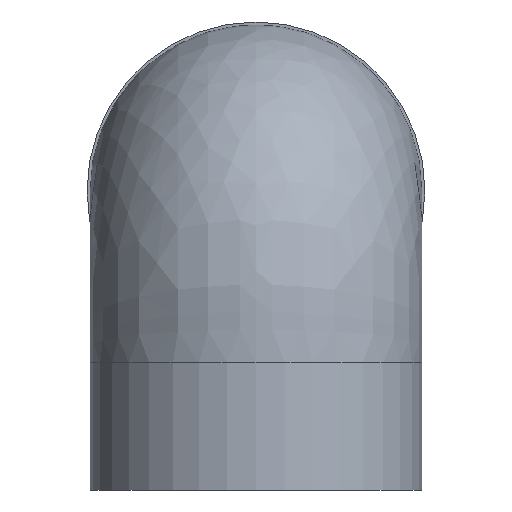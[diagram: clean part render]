
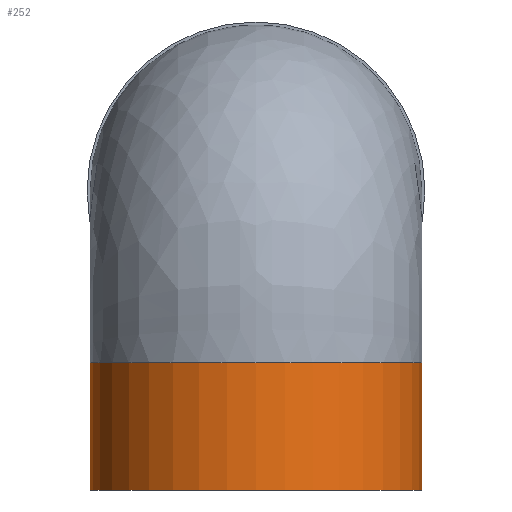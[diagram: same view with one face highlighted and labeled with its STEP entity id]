
A CAD part, front view. The second image highlights one B-rep face of the part: STEP entity #252.
In plain terms, the highlighted cylindrical face has radius 26.9 mm (diameter 53.8 mm), a full revolution.
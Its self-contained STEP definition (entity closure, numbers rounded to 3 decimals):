
#21=CYLINDRICAL_SURFACE($,#296,26.9);
#34=FACE_BOUND($,#67,.T.);
#45=FACE_OUTER_BOUND($,#66,.T.);
#66=EDGE_LOOP($,(#221,#222,#223,#224,#225,#226,#227));
#67=EDGE_LOOP($,(#228));
#86=CIRCLE($,#281,26.9);
#87=CIRCLE($,#282,26.9);
#88=CIRCLE($,#283,26.9);
#89=CIRCLE($,#284,26.9);
#90=CIRCLE($,#285,26.9);
#91=CIRCLE($,#286,26.9);
#92=CIRCLE($,#287,26.9);
#100=CIRCLE($,#297,26.9);
#117=VERTEX_POINT($,#10375);
#118=VERTEX_POINT($,#10376);
#119=VERTEX_POINT($,#10378);
#120=VERTEX_POINT($,#10380);
#121=VERTEX_POINT($,#10382);
#122=VERTEX_POINT($,#10384);
#123=VERTEX_POINT($,#10386);
#131=VERTEX_POINT($,#10431);
#149=EDGE_CURVE($,#117,#118,#86,.T.);
#150=EDGE_CURVE($,#118,#119,#87,.T.);
#151=EDGE_CURVE($,#119,#120,#88,.T.);
#152=EDGE_CURVE($,#120,#121,#89,.T.);
#153=EDGE_CURVE($,#121,#122,#90,.T.);
#154=EDGE_CURVE($,#122,#123,#91,.T.);
#155=EDGE_CURVE($,#123,#117,#92,.T.);
#164=EDGE_CURVE($,#131,#131,#100,.T.);
#221=ORIENTED_EDGE($,*,*,#150,.F.);
#222=ORIENTED_EDGE($,*,*,#149,.F.);
#223=ORIENTED_EDGE($,*,*,#155,.F.);
#224=ORIENTED_EDGE($,*,*,#154,.F.);
#225=ORIENTED_EDGE($,*,*,#153,.F.);
#226=ORIENTED_EDGE($,*,*,#152,.F.);
#227=ORIENTED_EDGE($,*,*,#151,.F.);
#228=ORIENTED_EDGE($,*,*,#164,.F.);
#252=ADVANCED_FACE($,(#45,#34),#21,.T.);
#281=AXIS2_PLACEMENT_3D($,#10377,#349,#350);
#282=AXIS2_PLACEMENT_3D($,#10379,#351,#352);
#283=AXIS2_PLACEMENT_3D($,#10381,#353,#354);
#284=AXIS2_PLACEMENT_3D($,#10383,#355,#356);
#285=AXIS2_PLACEMENT_3D($,#10385,#357,#358);
#286=AXIS2_PLACEMENT_3D($,#10387,#359,#360);
#287=AXIS2_PLACEMENT_3D($,#10388,#361,#362);
#296=AXIS2_PLACEMENT_3D($,#10430,#379,#380);
#297=AXIS2_PLACEMENT_3D($,#10432,#381,#382);
#349=DIRECTION('center_axis',(0.,0.,1.));
#350=DIRECTION('ref_axis',(-1.,0.,0.));
#351=DIRECTION('center_axis',(0.,0.,1.));
#352=DIRECTION('ref_axis',(-1.,0.,0.));
#353=DIRECTION('center_axis',(0.,0.,1.));
#354=DIRECTION('ref_axis',(-1.,0.,0.));
#355=DIRECTION('center_axis',(0.,0.,1.));
#356=DIRECTION('ref_axis',(-1.,0.,0.));
#357=DIRECTION('center_axis',(0.,0.,1.));
#358=DIRECTION('ref_axis',(-1.,0.,0.));
#359=DIRECTION('center_axis',(0.,0.,1.));
#360=DIRECTION('ref_axis',(-1.,0.,0.));
#361=DIRECTION('center_axis',(0.,0.,1.));
#362=DIRECTION('ref_axis',(-1.,0.,0.));
#379=DIRECTION('center_axis',(0.,0.,1.));
#380=DIRECTION('ref_axis',(-1.,0.,0.));
#381=DIRECTION('center_axis',(0.,0.,-1.));
#382=DIRECTION('ref_axis',(-1.,0.,0.));
#10375=CARTESIAN_POINT('',(0.,-26.9,20.6));
#10376=CARTESIAN_POINT('',(26.9,0.,20.6));
#10377=CARTESIAN_POINT('Origin',(0.,0.,20.6));
#10378=CARTESIAN_POINT('',(26.301,5.646,20.6));
#10379=CARTESIAN_POINT('Origin',(0.,0.,20.6));
#10380=CARTESIAN_POINT('',(13.438,23.303,20.6));
#10381=CARTESIAN_POINT('Origin',(0.,0.,20.6));
#10382=CARTESIAN_POINT('',(-13.438,23.303,20.6));
#10383=CARTESIAN_POINT('Origin',(0.,0.,20.6));
#10384=CARTESIAN_POINT('',(-26.301,5.646,20.6));
#10385=CARTESIAN_POINT('Origin',(0.,0.,20.6));
#10386=CARTESIAN_POINT('',(-26.9,0.,20.6));
#10387=CARTESIAN_POINT('Origin',(0.,0.,20.6));
#10388=CARTESIAN_POINT('Origin',(0.,0.,20.6));
#10430=CARTESIAN_POINT('Origin',(0.,0.,0.));
#10431=CARTESIAN_POINT('',(26.9,0.,0.));
#10432=CARTESIAN_POINT('Origin',(0.,0.,0.));
